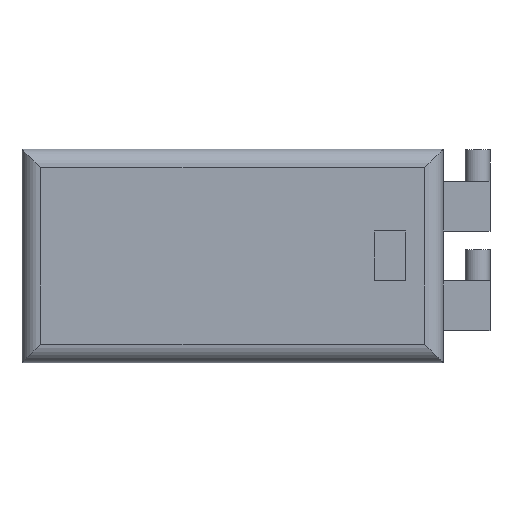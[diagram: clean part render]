
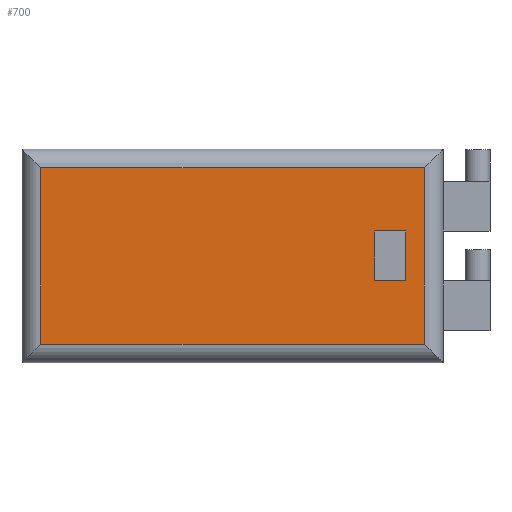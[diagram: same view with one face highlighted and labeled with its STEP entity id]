
A CAD part, top view. The second image highlights one B-rep face of the part: STEP entity #700.
In plain terms, the highlighted planar face has unit normal (0, 0, 1).
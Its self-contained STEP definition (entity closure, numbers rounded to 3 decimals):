
#15=FACE_BOUND('',#126,.T.);
#82=FACE_OUTER_BOUND('',#125,.T.);
#125=EDGE_LOOP('',(#613,#614,#615,#616));
#126=EDGE_LOOP('',(#617,#618,#619,#620,#621));
#130=LINE('',#976,#210);
#134=LINE('',#984,#214);
#137=LINE('',#990,#217);
#140=LINE('',#996,#220);
#143=LINE('',#1001,#223);
#204=LINE('',#1142,#284);
#206=LINE('',#1148,#286);
#207=LINE('',#1152,#287);
#208=LINE('',#1155,#288);
#210=VECTOR('',#780,10.);
#214=VECTOR('',#786,10.);
#217=VECTOR('',#791,10.);
#220=VECTOR('',#796,10.);
#223=VECTOR('',#801,10.);
#284=VECTOR('',#938,10.);
#286=VECTOR('',#946,10.);
#287=VECTOR('',#951,10.);
#288=VECTOR('',#956,10.);
#290=VERTEX_POINT('',#974);
#291=VERTEX_POINT('',#975);
#294=VERTEX_POINT('',#983);
#296=VERTEX_POINT('',#989);
#298=VERTEX_POINT('',#995);
#340=VERTEX_POINT('',#1140);
#341=VERTEX_POINT('',#1141);
#342=VERTEX_POINT('',#1147);
#343=VERTEX_POINT('',#1151);
#346=EDGE_CURVE('',#290,#291,#130,.T.);
#350=EDGE_CURVE('',#294,#290,#134,.T.);
#353=EDGE_CURVE('',#296,#294,#137,.T.);
#356=EDGE_CURVE('',#298,#296,#140,.T.);
#359=EDGE_CURVE('',#291,#298,#143,.T.);
#428=EDGE_CURVE('',#340,#341,#204,.T.);
#432=EDGE_CURVE('',#341,#342,#206,.T.);
#434=EDGE_CURVE('',#342,#343,#207,.T.);
#436=EDGE_CURVE('',#343,#340,#208,.T.);
#613=ORIENTED_EDGE('',*,*,#428,.F.);
#614=ORIENTED_EDGE('',*,*,#436,.F.);
#615=ORIENTED_EDGE('',*,*,#434,.F.);
#616=ORIENTED_EDGE('',*,*,#432,.F.);
#617=ORIENTED_EDGE('',*,*,#346,.T.);
#618=ORIENTED_EDGE('',*,*,#359,.T.);
#619=ORIENTED_EDGE('',*,*,#356,.T.);
#620=ORIENTED_EDGE('',*,*,#353,.T.);
#621=ORIENTED_EDGE('',*,*,#350,.T.);
#658=PLANE('',#770);
#700=ADVANCED_FACE('',(#82,#15),#658,.T.);
#770=AXIS2_PLACEMENT_3D('',#1157,#959,#960);
#780=DIRECTION('',(1.,0.,0.));
#786=DIRECTION('',(0.,1.,0.));
#791=DIRECTION('',(0.,1.,0.));
#796=DIRECTION('',(-1.,0.,0.));
#801=DIRECTION('',(0.,-1.,0.));
#938=DIRECTION('',(1.,0.,0.));
#946=DIRECTION('',(0.,-1.,0.));
#951=DIRECTION('',(-1.,0.,0.));
#956=DIRECTION('',(0.,1.,0.));
#959=DIRECTION('center_axis',(0.,0.,1.));
#960=DIRECTION('ref_axis',(1.,0.,0.));
#974=CARTESIAN_POINT('',(38.,8.,17.5));
#975=CARTESIAN_POINT('',(48.,8.,17.5));
#976=CARTESIAN_POINT('',(15.25,8.,17.5));
#983=CARTESIAN_POINT('',(38.,0.,17.5));
#984=CARTESIAN_POINT('',(38.,0.,17.5));
#989=CARTESIAN_POINT('',(38.,-8.,17.5));
#990=CARTESIAN_POINT('',(38.,-4.,17.5));
#995=CARTESIAN_POINT('',(48.,-8.,17.5));
#996=CARTESIAN_POINT('',(20.25,-8.,17.5));
#1001=CARTESIAN_POINT('',(48.,4.,17.5));
#1140=CARTESIAN_POINT('',(-69.,28.25,17.5));
#1141=CARTESIAN_POINT('',(54.,28.25,17.5));
#1142=CARTESIAN_POINT('',(26.25,28.25,17.5));
#1147=CARTESIAN_POINT('',(54.,-28.25,17.5));
#1148=CARTESIAN_POINT('',(54.,-17.125,17.5));
#1151=CARTESIAN_POINT('',(-69.,-28.25,17.5));
#1152=CARTESIAN_POINT('',(-41.25,-28.25,17.5));
#1155=CARTESIAN_POINT('',(-69.,17.125,17.5));
#1157=CARTESIAN_POINT('Origin',(-7.5,0.,
17.5));
